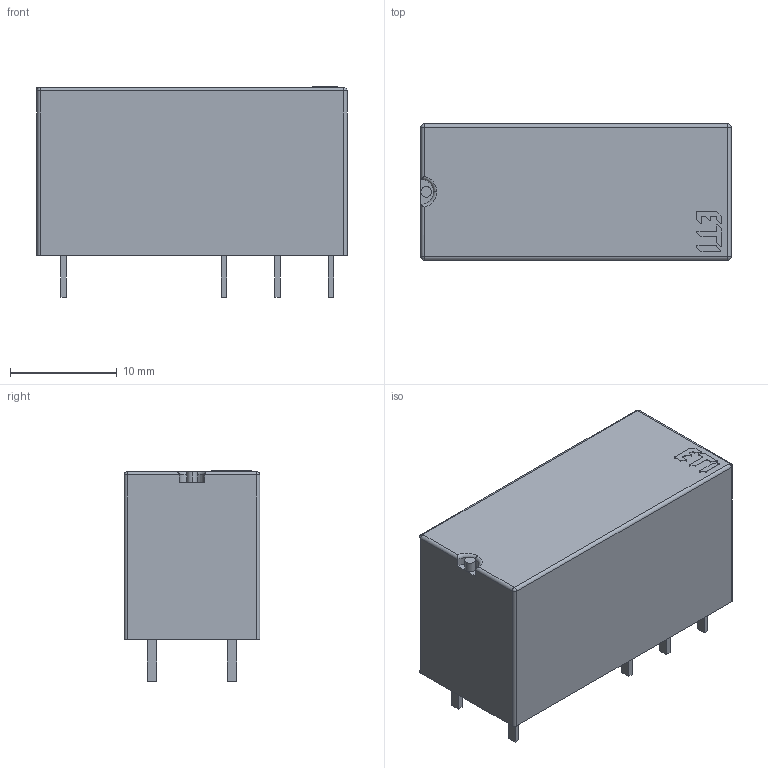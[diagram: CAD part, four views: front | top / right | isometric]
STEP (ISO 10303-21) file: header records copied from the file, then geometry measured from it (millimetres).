
FILE_DESCRIPTION((''),'2;1');
FILE_NAME('MER2_ASM','2020-11-10T',('marketing.praksa'),('Audax d.o.o.'),'CREO PARAMETRIC BY PTC INC, 2017480','CREO PARAMETRIC BY PTC INC, 2017480','');
FILE_SCHEMA(('AUTOMOTIVE_DESIGN { 1 0 10303 214 1 1 1 1 }'));
Length unit declared in the file: millimetre
Products named in the file (7): TMP_DWG_120; TMP_DWG_121_1_1; TMP_DWG_121_1_2; TMP_DWG_121_1_3; TMP_DWG_121_1_ASM; TMP_DWG_121_ASM; MER2_ASM
Assembly tree (6 placements, depth 4):
  MER2_ASM
    TMP_DWG_120
    TMP_DWG_121_ASM
      TMP_DWG_121_1_ASM
        TMP_DWG_121_1_1
        TMP_DWG_121_1_2
        TMP_DWG_121_1_3
Bounding box: 29 x 12.7 x 19.7 mm (x, y, z)
Volume: 5794.8 mm3; surface area: 2140.5 mm2
Topology: 4 solids, 4 shells, 121 faces, 302 edges, 193 vertices
Faces by surface type: plane 78, cylinder 37, sphere 4, torus 2
Entity records: 5720 total; most frequent: CARTESIAN_POINT 659, DIRECTION 647, ORIENTED_EDGE 596, PRESENTATION_STYLE_ASSIGNMENT 423, STYLED_ITEM 383, CURVE_STYLE 298, EDGE_CURVE 298, VECTOR 221
